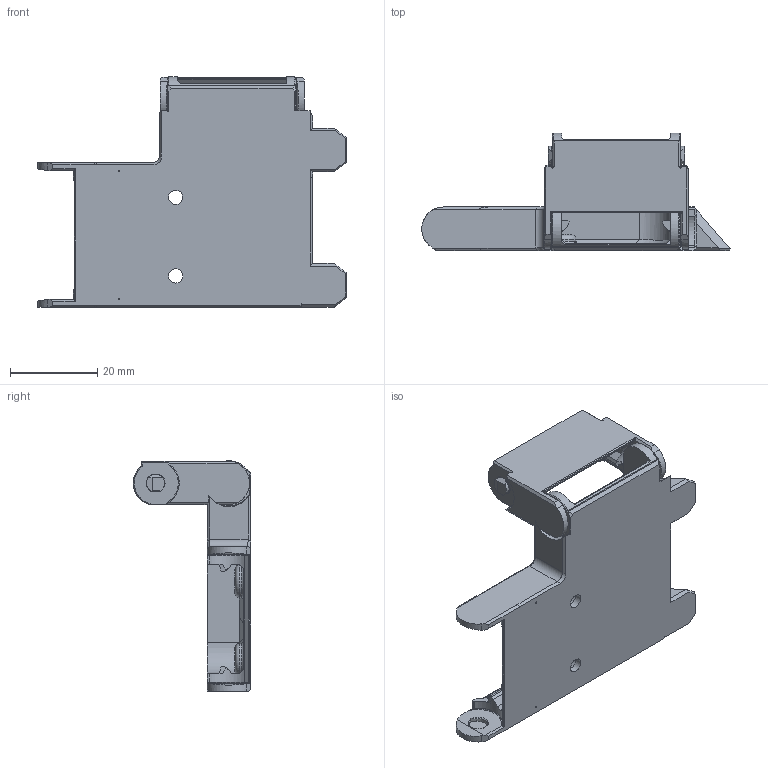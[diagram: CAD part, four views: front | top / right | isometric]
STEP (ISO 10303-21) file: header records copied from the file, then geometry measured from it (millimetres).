
FILE_DESCRIPTION(/* description */ (''),/* implementation_level */ '2;1');
FILE_NAME(/* name */ 'Main Corner Body For Z Axis outside Gantry.step',/* time_stamp */ '2025-05-17T21:10:02-04:00',/* author */ (''),/* organization */ (''),/* preprocessor_version */ 'ST-DEVELOPER v20.1',/* originating_system */ 'Autodesk Translation Framework v14.4.0.0',/* authorisation */ '');
FILE_SCHEMA (('AUTOMOTIVE_DESIGN { 1 0 10303 214 3 1 1 }'));
Length unit declared in the file: millimetre
Products named in the file (1): Main Corner Body For Z Axis outside Gantry
Bounding box: 70.63 x 26.89 x 52.75 mm (x, y, z)
Volume: 2.9 mm3; surface area: 10815.4 mm2
Topology: 1 solids, 2 shells, 546 faces, 1611 edges, 1061 vertices
Faces by surface type: plane 374, cylinder 101, cone 30, torus 22, bspline 19
Full cylindrical faces by diameter (mm): 3.25 x2, 5.5 x2, 7.5 x1
Entity records: 19826 total; most frequent: CARTESIAN_POINT 5267, ORIENTED_EDGE 3210, DIRECTION 2892, EDGE_CURVE 1605, VERTEX_POINT 1058, LINE 1026, VECTOR 1026, AXIS2_PLACEMENT_3D 933
